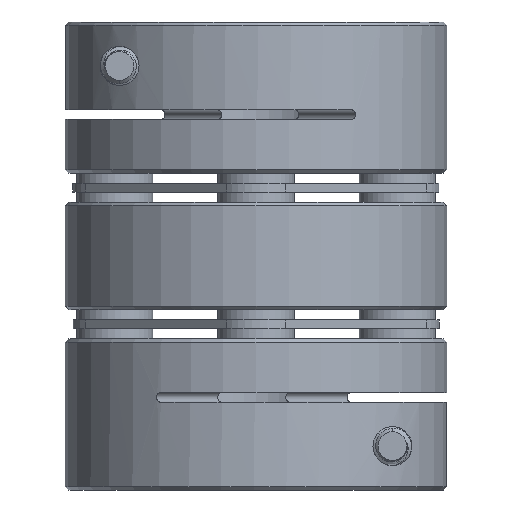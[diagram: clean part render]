
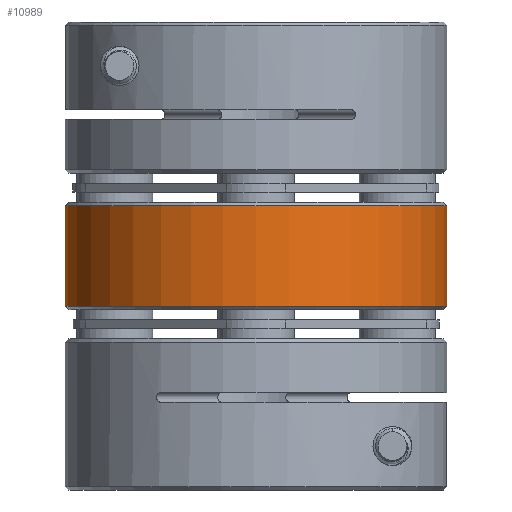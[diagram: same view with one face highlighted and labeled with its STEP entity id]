
A CAD part, front view. The second image highlights one B-rep face of the part: STEP entity #10989.
In plain terms, the highlighted cylindrical face has radius 19.558 mm (diameter 39.116 mm), a partial arc.
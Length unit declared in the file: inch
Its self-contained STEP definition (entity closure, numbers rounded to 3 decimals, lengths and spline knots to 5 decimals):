
#156 = EDGE_LOOP ( 'NONE', ( #2663, #9393, #3691, #7177 ) ) ;
#1841 = VERTEX_POINT ( 'NONE', #4284 ) ;
#2663 = ORIENTED_EDGE ( 'NONE', *, *, #10298, .F. ) ;
#3396 = VECTOR ( 'NONE', #16722, 39.37008 ) ;
#3691 = ORIENTED_EDGE ( 'NONE', *, *, #8319, .T. ) ;
#4284 = CARTESIAN_POINT ( 'NONE',  ( 0.77, 0., -0.20276 ) ) ;
#4772 = AXIS2_PLACEMENT_3D ( 'NONE', #16207, #7331, #17708 ) ;
#5757 = DIRECTION ( 'NONE',  ( 0., 0., 1. ) ) ;
#5921 = CYLINDRICAL_SURFACE ( 'NONE', #6401, 0.77 ) ;
#6401 = AXIS2_PLACEMENT_3D ( 'NONE', #9154, #12131, #18046 ) ;
#6702 = CARTESIAN_POINT ( 'NONE',  ( -0.77, 0., 0.20276 ) ) ;
#6708 = EDGE_CURVE ( 'NONE', #15234, #1841, #10635, .T. ) ;
#7177 = ORIENTED_EDGE ( 'NONE', *, *, #6708, .T. ) ;
#7331 = DIRECTION ( 'NONE',  ( 0., 0., -1. ) ) ;
#8319 = EDGE_CURVE ( 'NONE', #9634, #15234, #9690, .T. ) ;
#8702 = EDGE_CURVE ( 'NONE', #14067, #9634, #15469, .T. ) ;
#9154 = CARTESIAN_POINT ( 'NONE',  ( 0., 0., 0.21654 ) ) ;
#9195 = CARTESIAN_POINT ( 'NONE',  ( -0.77, 0., -0.20276 ) ) ;
#9233 = CARTESIAN_POINT ( 'NONE',  ( 0.77, 0., 0.20276 ) ) ;
#9393 = ORIENTED_EDGE ( 'NONE', *, *, #8702, .T. ) ;
#9516 = DIRECTION ( 'NONE',  ( 0., 0., -1. ) ) ;
#9634 = VERTEX_POINT ( 'NONE', #6702 ) ;
#9690 = LINE ( 'NONE', #18414, #13210 ) ;
#10298 = EDGE_CURVE ( 'NONE', #14067, #1841, #11204, .T. ) ;
#10635 = CIRCLE ( 'NONE', #10919, 0.77 ) ;
#10919 = AXIS2_PLACEMENT_3D ( 'NONE', #14618, #5757, #16091 ) ;
#10989 = ADVANCED_FACE ( 'NONE', ( #17725 ), #5921, .T. ) ;
#11204 = LINE ( 'NONE', #15242, #3396 ) ;
#12131 = DIRECTION ( 'NONE',  ( 0., 0., -1. ) ) ;
#13210 = VECTOR ( 'NONE', #9516, 39.37008 ) ;
#14067 = VERTEX_POINT ( 'NONE', #9233 ) ;
#14618 = CARTESIAN_POINT ( 'NONE',  ( 0., 0., -0.20276 ) ) ;
#15234 = VERTEX_POINT ( 'NONE', #9195 ) ;
#15242 = CARTESIAN_POINT ( 'NONE',  ( 0.77, 0., 0.21654 ) ) ;
#15469 = CIRCLE ( 'NONE', #4772, 0.77 ) ;
#16091 = DIRECTION ( 'NONE',  ( 1., 0., 0. ) ) ;
#16207 = CARTESIAN_POINT ( 'NONE',  ( 0., 0., 0.20276 ) ) ;
#16722 = DIRECTION ( 'NONE',  ( 0., 0., -1. ) ) ;
#17708 = DIRECTION ( 'NONE',  ( 1., 0., 0. ) ) ;
#17725 = FACE_OUTER_BOUND ( 'NONE', #156, .T. ) ;
#18046 = DIRECTION ( 'NONE',  ( -1., 0., 0. ) ) ;
#18414 = CARTESIAN_POINT ( 'NONE',  ( -0.77, 0., 0.21654 ) ) ;
